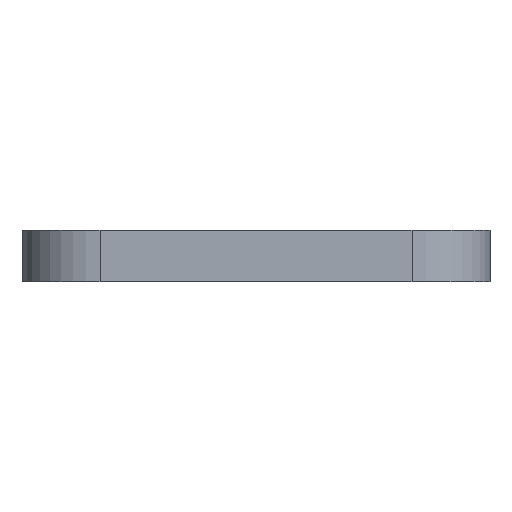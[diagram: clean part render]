
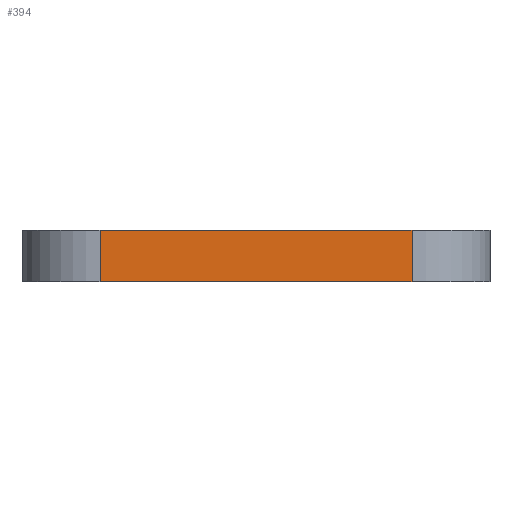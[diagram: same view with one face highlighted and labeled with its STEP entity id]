
A CAD part, left-side view. The second image highlights one B-rep face of the part: STEP entity #394.
In plain terms, the highlighted planar face has unit normal (-1, 0, 0).
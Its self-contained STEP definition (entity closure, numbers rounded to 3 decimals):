
#17 = CARTESIAN_POINT ( 'NONE',  ( -300., -9., 2. ) ) ;
#25 = ORIENTED_EDGE ( 'NONE', *, *, #141, .T. ) ;
#33 = VECTOR ( 'NONE', #333, 1000. ) ;
#37 = AXIS2_PLACEMENT_3D ( 'NONE', #193, #381, #349 ) ;
#39 = FACE_OUTER_BOUND ( 'NONE', #352, .T. ) ;
#49 = CARTESIAN_POINT ( 'NONE',  ( -300., -9., 0. ) ) ;
#58 = LINE ( 'NONE', #366, #471 ) ;
#65 = CARTESIAN_POINT ( 'NONE',  ( -300., -6., 2. ) ) ;
#70 = CARTESIAN_POINT ( 'NONE',  ( -300., -6., 2. ) ) ;
#141 = EDGE_CURVE ( 'NONE', #273, #413, #314, .T. ) ;
#156 = CARTESIAN_POINT ( 'NONE',  ( -300., -6., 0. ) ) ;
#176 = VECTOR ( 'NONE', #485, 1000. ) ;
#193 = CARTESIAN_POINT ( 'NONE',  ( -300., -9., 2. ) ) ;
#197 = VECTOR ( 'NONE', #500, 1000. ) ;
#198 = PLANE ( 'NONE',  #37 ) ;
#207 = EDGE_CURVE ( 'NONE', #267, #457, #330, .T. ) ;
#217 = ORIENTED_EDGE ( 'NONE', *, *, #219, .T. ) ;
#219 = EDGE_CURVE ( 'NONE', #413, #457, #501, .T. ) ;
#241 = ORIENTED_EDGE ( 'NONE', *, *, #207, .F. ) ;
#267 = VERTEX_POINT ( 'NONE', #410 ) ;
#270 = EDGE_CURVE ( 'NONE', #267, #273, #58, .T. ) ;
#273 = VERTEX_POINT ( 'NONE', #458 ) ;
#314 = LINE ( 'NONE', #49, #176 ) ;
#330 = LINE ( 'NONE', #17, #33 ) ;
#333 = DIRECTION ( 'NONE',  ( 0., -1., 0. ) ) ;
#349 = DIRECTION ( 'NONE',  ( 0., 0., -1. ) ) ;
#352 = EDGE_LOOP ( 'NONE', ( #25, #217, #241, #419 ) ) ;
#366 = CARTESIAN_POINT ( 'NONE',  ( -300., 6., 2. ) ) ;
#381 = DIRECTION ( 'NONE',  ( 1., 0., 0. ) ) ;
#394 = ADVANCED_FACE ( 'NONE', ( #39 ), #198, .F. ) ;
#410 = CARTESIAN_POINT ( 'NONE',  ( -300., 6., 2. ) ) ;
#413 = VERTEX_POINT ( 'NONE', #156 ) ;
#419 = ORIENTED_EDGE ( 'NONE', *, *, #270, .T. ) ;
#457 = VERTEX_POINT ( 'NONE', #70 ) ;
#458 = CARTESIAN_POINT ( 'NONE',  ( -300., 6., 0. ) ) ;
#471 = VECTOR ( 'NONE', #496, 1000. ) ;
#485 = DIRECTION ( 'NONE',  ( 0., -1., 0. ) ) ;
#496 = DIRECTION ( 'NONE',  ( 0., 0., -1. ) ) ;
#500 = DIRECTION ( 'NONE',  ( 0., 0., 1. ) ) ;
#501 = LINE ( 'NONE', #65, #197 ) ;
